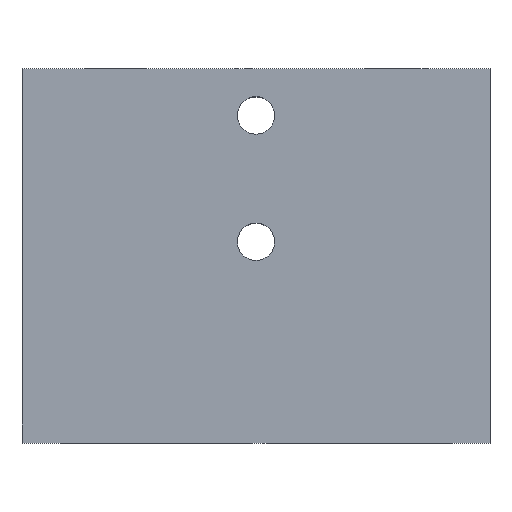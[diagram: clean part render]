
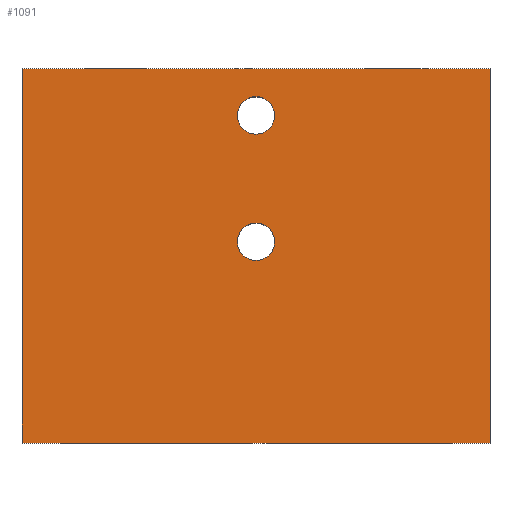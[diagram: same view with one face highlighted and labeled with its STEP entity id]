
A CAD part, top view. The second image highlights one B-rep face of the part: STEP entity #1091.
In plain terms, the highlighted planar face has unit normal (0, 0, 1).
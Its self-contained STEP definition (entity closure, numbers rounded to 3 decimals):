
#31 = CYLINDRICAL_SURFACE('',#32,2.);
#32 = AXIS2_PLACEMENT_3D('',#33,#34,#35);
#33 = CARTESIAN_POINT('',(0.,19.388,
    0.));
#34 = DIRECTION('',(0.,0.,1.));
#35 = DIRECTION('',(1.,0.,0.));
#55 = VERTEX_POINT('',#56);
#56 = CARTESIAN_POINT('',(2.,19.388,11.));
#76 = EDGE_CURVE('',#55,#55,#77,.T.);
#77 = SURFACE_CURVE('',#78,(#83,#89),.PCURVE_S1.);
#78 = CIRCLE('',#79,2.);
#79 = AXIS2_PLACEMENT_3D('',#80,#81,#82);
#80 = CARTESIAN_POINT('',(0.,19.388,11.));
#81 = DIRECTION('',(0.,0.,-1.));
#82 = DIRECTION('',(1.,0.,0.));
#83 = PCURVE('',#31,#84);
#84 = DEFINITIONAL_REPRESENTATION('',(#85),#88);
#85 = B_SPLINE_CURVE_WITH_KNOTS('',1,(#86,#87),.UNSPECIFIED.,.F.,.F.,(2,
    2),(0.,6.283),.PIECEWISE_BEZIER_KNOTS.);
#86 = CARTESIAN_POINT('',(6.283,11.));
#87 = CARTESIAN_POINT('',(0.,11.));
#88 = ( GEOMETRIC_REPRESENTATION_CONTEXT(2) 
PARAMETRIC_REPRESENTATION_CONTEXT() REPRESENTATION_CONTEXT('2D SPACE',''
  ) );
#89 = PCURVE('',#90,#95);
#90 = PLANE('',#91);
#91 = AXIS2_PLACEMENT_3D('',#92,#93,#94);
#92 = CARTESIAN_POINT('',(0.,19.388,11.));
#93 = DIRECTION('',(0.,0.,1.));
#94 = DIRECTION('',(1.,0.,0.));
#95 = DEFINITIONAL_REPRESENTATION('',(#96),#104);
#96 = ( BOUNDED_CURVE() B_SPLINE_CURVE(2,(#97,#98,#99,#100,#101,#102,
#103),.UNSPECIFIED.,.T.,.F.) B_SPLINE_CURVE_WITH_KNOTS((1,2,2,2,2,1),(
    -2.094,0.,2.094,4.189,6.283,
8.378),.UNSPECIFIED.) CURVE() GEOMETRIC_REPRESENTATION_ITEM() 
RATIONAL_B_SPLINE_CURVE((1.,0.5,1.,0.5,1.,0.5,1.)) REPRESENTATION_ITEM(
  '') );
#97 = CARTESIAN_POINT('',(2.,0.));
#98 = CARTESIAN_POINT('',(2.,-3.464));
#99 = CARTESIAN_POINT('',(-1.,-1.732));
#100 = CARTESIAN_POINT('',(-4.,0.));
#101 = CARTESIAN_POINT('',(-1.,1.732));
#102 = CARTESIAN_POINT('',(2.,3.464));
#103 = CARTESIAN_POINT('',(2.,0.));
#104 = ( GEOMETRIC_REPRESENTATION_CONTEXT(2) 
PARAMETRIC_REPRESENTATION_CONTEXT() REPRESENTATION_CONTEXT('2D SPACE',''
  ) );
#120 = CYLINDRICAL_SURFACE('',#121,2.);
#121 = AXIS2_PLACEMENT_3D('',#122,#123,#124);
#122 = CARTESIAN_POINT('',(0.,32.888,
    0.));
#123 = DIRECTION('',(0.,0.,1.));
#124 = DIRECTION('',(1.,0.,0.));
#139 = VERTEX_POINT('',#140);
#140 = CARTESIAN_POINT('',(2.,32.888,11.));
#160 = EDGE_CURVE('',#139,#139,#161,.T.);
#161 = SURFACE_CURVE('',#162,(#167,#173),.PCURVE_S1.);
#162 = CIRCLE('',#163,2.);
#163 = AXIS2_PLACEMENT_3D('',#164,#165,#166);
#164 = CARTESIAN_POINT('',(0.,32.888,11.));
#165 = DIRECTION('',(0.,0.,-1.));
#166 = DIRECTION('',(1.,0.,0.));
#167 = PCURVE('',#120,#168);
#168 = DEFINITIONAL_REPRESENTATION('',(#169),#172);
#169 = B_SPLINE_CURVE_WITH_KNOTS('',1,(#170,#171),.UNSPECIFIED.,.F.,.F.,
  (2,2),(0.,6.283),.PIECEWISE_BEZIER_KNOTS.);
#170 = CARTESIAN_POINT('',(6.283,11.));
#171 = CARTESIAN_POINT('',(0.,11.));
#172 = ( GEOMETRIC_REPRESENTATION_CONTEXT(2) 
PARAMETRIC_REPRESENTATION_CONTEXT() REPRESENTATION_CONTEXT('2D SPACE',''
  ) );
#173 = PCURVE('',#90,#174);
#174 = DEFINITIONAL_REPRESENTATION('',(#175),#183);
#175 = ( BOUNDED_CURVE() B_SPLINE_CURVE(2,(#176,#177,#178,#179,#180,#181
,#182),.UNSPECIFIED.,.T.,.F.) B_SPLINE_CURVE_WITH_KNOTS((1,2,2,2,2,1),(
    -2.094,0.,2.094,4.189,6.283,
8.378),.UNSPECIFIED.) CURVE() GEOMETRIC_REPRESENTATION_ITEM() 
RATIONAL_B_SPLINE_CURVE((1.,0.5,1.,0.5,1.,0.5,1.)) REPRESENTATION_ITEM(
  '') );
#176 = CARTESIAN_POINT('',(2.,13.5));
#177 = CARTESIAN_POINT('',(2.,10.036));
#178 = CARTESIAN_POINT('',(-1.,11.768));
#179 = CARTESIAN_POINT('',(-4.,13.5));
#180 = CARTESIAN_POINT('',(-1.,15.232));
#181 = CARTESIAN_POINT('',(2.,16.964));
#182 = CARTESIAN_POINT('',(2.,13.5));
#183 = ( GEOMETRIC_REPRESENTATION_CONTEXT(2) 
PARAMETRIC_REPRESENTATION_CONTEXT() REPRESENTATION_CONTEXT('2D SPACE',''
  ) );
#233 = PLANE('',#234);
#234 = AXIS2_PLACEMENT_3D('',#235,#236,#237);
#235 = CARTESIAN_POINT('',(-25.,-2.112,11.));
#236 = DIRECTION('',(0.,1.,0.));
#237 = DIRECTION('',(0.,0.,1.));
#422 = PLANE('',#423);
#423 = AXIS2_PLACEMENT_3D('',#424,#425,#426);
#424 = CARTESIAN_POINT('',(0.,37.888,-11.));
#425 = DIRECTION('',(0.,1.,0.));
#426 = DIRECTION('',(0.,0.,1.));
#874 = EDGE_CURVE('',#875,#877,#879,.T.);
#875 = VERTEX_POINT('',#876);
#876 = CARTESIAN_POINT('',(25.,-2.112,11.));
#877 = VERTEX_POINT('',#878);
#878 = CARTESIAN_POINT('',(-25.,-2.112,11.));
#879 = SURFACE_CURVE('',#880,(#884,#891),.PCURVE_S1.);
#880 = LINE('',#881,#882);
#881 = CARTESIAN_POINT('',(21.899,-2.112,11.));
#882 = VECTOR('',#883,1.);
#883 = DIRECTION('',(-1.,0.,0.));
#884 = PCURVE('',#233,#885);
#885 = DEFINITIONAL_REPRESENTATION('',(#886),#890);
#886 = LINE('',#887,#888);
#887 = CARTESIAN_POINT('',(0.,46.899));
#888 = VECTOR('',#889,1.);
#889 = DIRECTION('',(0.,-1.));
#890 = ( GEOMETRIC_REPRESENTATION_CONTEXT(2) 
PARAMETRIC_REPRESENTATION_CONTEXT() REPRESENTATION_CONTEXT('2D SPACE',''
  ) );
#891 = PCURVE('',#90,#892);
#892 = DEFINITIONAL_REPRESENTATION('',(#893),#897);
#893 = LINE('',#894,#895);
#894 = CARTESIAN_POINT('',(21.899,-21.5));
#895 = VECTOR('',#896,1.);
#896 = DIRECTION('',(-1.,0.));
#897 = ( GEOMETRIC_REPRESENTATION_CONTEXT(2) 
PARAMETRIC_REPRESENTATION_CONTEXT() REPRESENTATION_CONTEXT('2D SPACE',''
  ) );
#915 = PLANE('',#916);
#916 = AXIS2_PLACEMENT_3D('',#917,#918,#919);
#917 = CARTESIAN_POINT('',(-25.,19.388,0.));
#918 = DIRECTION('',(1.,0.,0.));
#919 = DIRECTION('',(0.,0.,-1.));
#964 = PLANE('',#965);
#965 = AXIS2_PLACEMENT_3D('',#966,#967,#968);
#966 = CARTESIAN_POINT('',(25.,19.388,0.));
#967 = DIRECTION('',(-1.,0.,0.));
#968 = DIRECTION('',(0.,0.,1.));
#991 = EDGE_CURVE('',#992,#994,#996,.T.);
#992 = VERTEX_POINT('',#993);
#993 = CARTESIAN_POINT('',(-25.,37.888,11.));
#994 = VERTEX_POINT('',#995);
#995 = CARTESIAN_POINT('',(25.,37.888,11.));
#996 = SURFACE_CURVE('',#997,(#1001,#1008),.PCURVE_S1.);
#997 = LINE('',#998,#999);
#998 = CARTESIAN_POINT('',(0.,37.888,11.));
#999 = VECTOR('',#1000,1.);
#1000 = DIRECTION('',(1.,0.,0.));
#1001 = PCURVE('',#422,#1002);
#1002 = DEFINITIONAL_REPRESENTATION('',(#1003),#1007);
#1003 = LINE('',#1004,#1005);
#1004 = CARTESIAN_POINT('',(22.,0.));
#1005 = VECTOR('',#1006,1.);
#1006 = DIRECTION('',(0.,1.));
#1007 = ( GEOMETRIC_REPRESENTATION_CONTEXT(2) 
PARAMETRIC_REPRESENTATION_CONTEXT() REPRESENTATION_CONTEXT('2D SPACE',''
  ) );
#1008 = PCURVE('',#90,#1009);
#1009 = DEFINITIONAL_REPRESENTATION('',(#1010),#1014);
#1010 = LINE('',#1011,#1012);
#1011 = CARTESIAN_POINT('',(0.,18.5));
#1012 = VECTOR('',#1013,1.);
#1013 = DIRECTION('',(1.,0.));
#1014 = ( GEOMETRIC_REPRESENTATION_CONTEXT(2) 
PARAMETRIC_REPRESENTATION_CONTEXT() REPRESENTATION_CONTEXT('2D SPACE',''
  ) );
#1091 = ADVANCED_FACE('',(#1092,#1095,#1098),#90,.T.);
#1092 = FACE_BOUND('',#1093,.T.);
#1093 = EDGE_LOOP('',(#1094));
#1094 = ORIENTED_EDGE('',*,*,#76,.T.);
#1095 = FACE_BOUND('',#1096,.T.);
#1096 = EDGE_LOOP('',(#1097));
#1097 = ORIENTED_EDGE('',*,*,#160,.T.);
#1098 = FACE_BOUND('',#1099,.T.);
#1099 = EDGE_LOOP('',(#1100,#1121,#1122,#1143));
#1100 = ORIENTED_EDGE('',*,*,#1101,.T.);
#1101 = EDGE_CURVE('',#875,#994,#1102,.T.);
#1102 = SURFACE_CURVE('',#1103,(#1107,#1114),.PCURVE_S1.);
#1103 = LINE('',#1104,#1105);
#1104 = CARTESIAN_POINT('',(25.,19.388,11.));
#1105 = VECTOR('',#1106,1.);
#1106 = DIRECTION('',(0.,1.,0.));
#1107 = PCURVE('',#90,#1108);
#1108 = DEFINITIONAL_REPRESENTATION('',(#1109),#1113);
#1109 = LINE('',#1110,#1111);
#1110 = CARTESIAN_POINT('',(25.,0.));
#1111 = VECTOR('',#1112,1.);
#1112 = DIRECTION('',(0.,1.));
#1113 = ( GEOMETRIC_REPRESENTATION_CONTEXT(2) 
PARAMETRIC_REPRESENTATION_CONTEXT() REPRESENTATION_CONTEXT('2D SPACE',''
  ) );
#1114 = PCURVE('',#964,#1115);
#1115 = DEFINITIONAL_REPRESENTATION('',(#1116),#1120);
#1116 = LINE('',#1117,#1118);
#1117 = CARTESIAN_POINT('',(11.,0.));
#1118 = VECTOR('',#1119,1.);
#1119 = DIRECTION('',(0.,1.));
#1120 = ( GEOMETRIC_REPRESENTATION_CONTEXT(2) 
PARAMETRIC_REPRESENTATION_CONTEXT() REPRESENTATION_CONTEXT('2D SPACE',''
  ) );
#1121 = ORIENTED_EDGE('',*,*,#991,.F.);
#1122 = ORIENTED_EDGE('',*,*,#1123,.T.);
#1123 = EDGE_CURVE('',#992,#877,#1124,.T.);
#1124 = SURFACE_CURVE('',#1125,(#1129,#1136),.PCURVE_S1.);
#1125 = LINE('',#1126,#1127);
#1126 = CARTESIAN_POINT('',(-25.,19.388,11.));
#1127 = VECTOR('',#1128,1.);
#1128 = DIRECTION('',(0.,-1.,0.));
#1129 = PCURVE('',#90,#1130);
#1130 = DEFINITIONAL_REPRESENTATION('',(#1131),#1135);
#1131 = LINE('',#1132,#1133);
#1132 = CARTESIAN_POINT('',(-25.,0.));
#1133 = VECTOR('',#1134,1.);
#1134 = DIRECTION('',(0.,-1.));
#1135 = ( GEOMETRIC_REPRESENTATION_CONTEXT(2) 
PARAMETRIC_REPRESENTATION_CONTEXT() REPRESENTATION_CONTEXT('2D SPACE',''
  ) );
#1136 = PCURVE('',#915,#1137);
#1137 = DEFINITIONAL_REPRESENTATION('',(#1138),#1142);
#1138 = LINE('',#1139,#1140);
#1139 = CARTESIAN_POINT('',(-11.,0.));
#1140 = VECTOR('',#1141,1.);
#1141 = DIRECTION('',(0.,-1.));
#1142 = ( GEOMETRIC_REPRESENTATION_CONTEXT(2) 
PARAMETRIC_REPRESENTATION_CONTEXT() REPRESENTATION_CONTEXT('2D SPACE',''
  ) );
#1143 = ORIENTED_EDGE('',*,*,#874,.F.);
